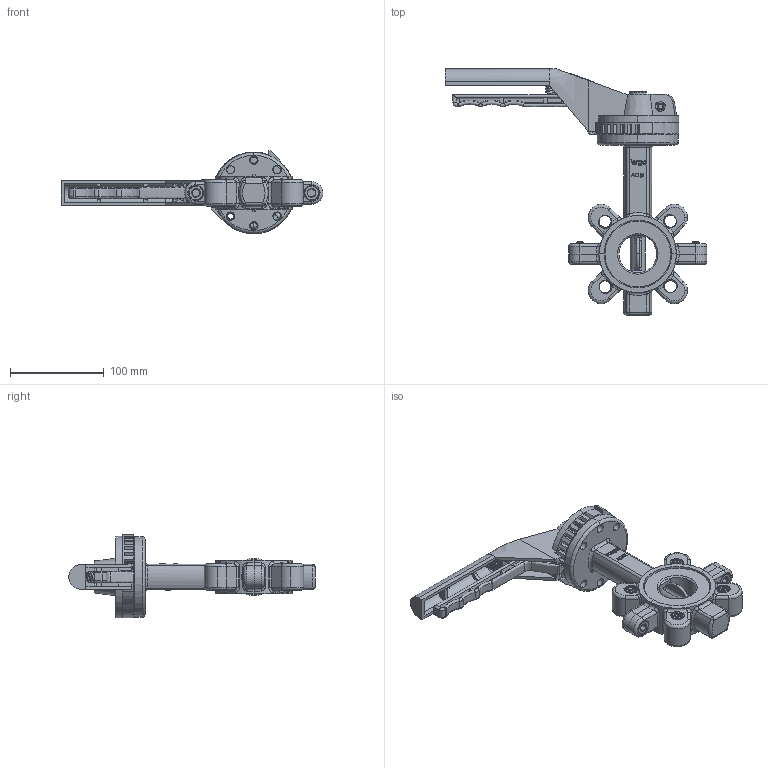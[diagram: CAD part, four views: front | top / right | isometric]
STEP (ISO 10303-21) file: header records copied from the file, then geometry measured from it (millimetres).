
FILE_DESCRIPTION (( 'STEP AP214' ), '1' );
FILE_NAME ('AK131-DN40-PN-10-16-Handhebel-Fergo.STEP', '2022-09-29T09:03:14', ( '' ), ( '' ), 'SwSTEP 2.0', 'SolidWorks 2022', '' );
FILE_SCHEMA (( 'AUTOMOTIVE_DESIGN' ));
Length unit declared in the file: millimetre
Products named in the file (1): AK131-DN40-PN-10-16-Handhebel-Fergo
Bounding box: 278.5 x 262 x 89.03 mm (x, y, z)
Volume: 586210.4 mm3; surface area: 193363.5 mm2
Topology: 15 solids, 15 shells, 1901 faces, 4995 edges, 3158 vertices
Faces by surface type: cylinder 730, plane 649, bspline 214, torus 161, cone 129, sphere 18
Entity records: 112620 total; most frequent: CARTESIAN_POINT 50121, ORIENTED_EDGE 9942, DIRECTION 8450, EDGE_CURVE 4971, VERTEX_POINT 3156, AXIS2_PLACEMENT_3D 3153, LINE 2144, VECTOR 2144
